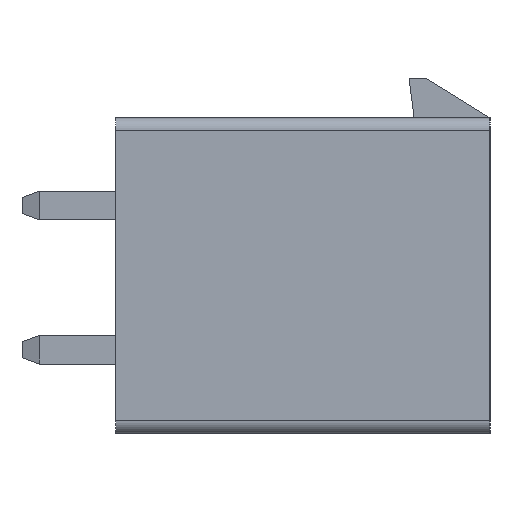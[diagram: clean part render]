
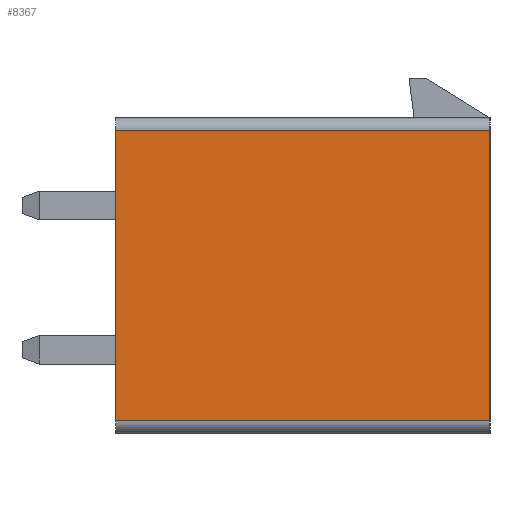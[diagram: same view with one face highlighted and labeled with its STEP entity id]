
A CAD part, left-side view. The second image highlights one B-rep face of the part: STEP entity #8367.
In plain terms, the highlighted planar face has unit normal (-1, 0, 0).
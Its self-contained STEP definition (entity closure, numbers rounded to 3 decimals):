
#1973=ORIENTED_EDGE('',*,*,#3491,.F.);
#1974=ORIENTED_EDGE('',*,*,#3499,.T.);
#1975=ORIENTED_EDGE('',*,*,#2643,.T.);
#1976=ORIENTED_EDGE('',*,*,#3500,.T.);
#2643=EDGE_CURVE('',#3809,#3810,#4517,.T.);
#3491=EDGE_CURVE('',#4354,#4355,#5306,.T.);
#3499=EDGE_CURVE('',#4354,#3809,#5311,.F.);
#3500=EDGE_CURVE('',#3810,#4355,#5312,.T.);
#3809=VERTEX_POINT('',#11537);
#3810=VERTEX_POINT('',#11538);
#4354=VERTEX_POINT('',#13259);
#4355=VERTEX_POINT('',#13261);
#4517=LINE('',#11536,#5595);
#5306=LINE('',#13260,#6384);
#5311=LINE('',#13276,#6389);
#5312=LINE('',#13277,#6390);
#5595=VECTOR('',#9236,1000.);
#6384=VECTOR('',#10803,1000.);
#6389=VECTOR('',#10816,1000.);
#6390=VECTOR('',#10817,1000.);
#6962=EDGE_LOOP('',(#1973,#1974,#1975,#1976));
#7477=FACE_BOUND('',#6962,.T.);
#7907=PLANE('',#8946);
#8367=ADVANCED_FACE('',(#7477),#7907,.T.);
#8946=AXIS2_PLACEMENT_3D('',#13275,#10814,#10815);
#9236=DIRECTION('',(0.,0.,-1.));
#10803=DIRECTION('',(0.,0.,-1.));
#10814=DIRECTION('',(-1.,0.,0.));
#10815=DIRECTION('',(0.,0.,1.));
#10816=DIRECTION('',(0.,-1.,0.));
#10817=DIRECTION('',(0.,-1.,0.));
#11536=CARTESIAN_POINT('',(-14.575,14.8,6.24));
#11537=CARTESIAN_POINT('',(-14.575,14.8,5.74));
#11538=CARTESIAN_POINT('',(-14.575,14.8,-5.74));
#13259=CARTESIAN_POINT('',(-14.575,0.,5.74));
#13260=CARTESIAN_POINT('',(-14.575,0.,6.24));
#13261=CARTESIAN_POINT('',(-14.575,0.,-5.74));
#13275=CARTESIAN_POINT('',(-14.575,14.8,6.24));
#13276=CARTESIAN_POINT('',(-14.575,14.8,5.74));
#13277=CARTESIAN_POINT('',(-14.575,14.8,-5.74));
